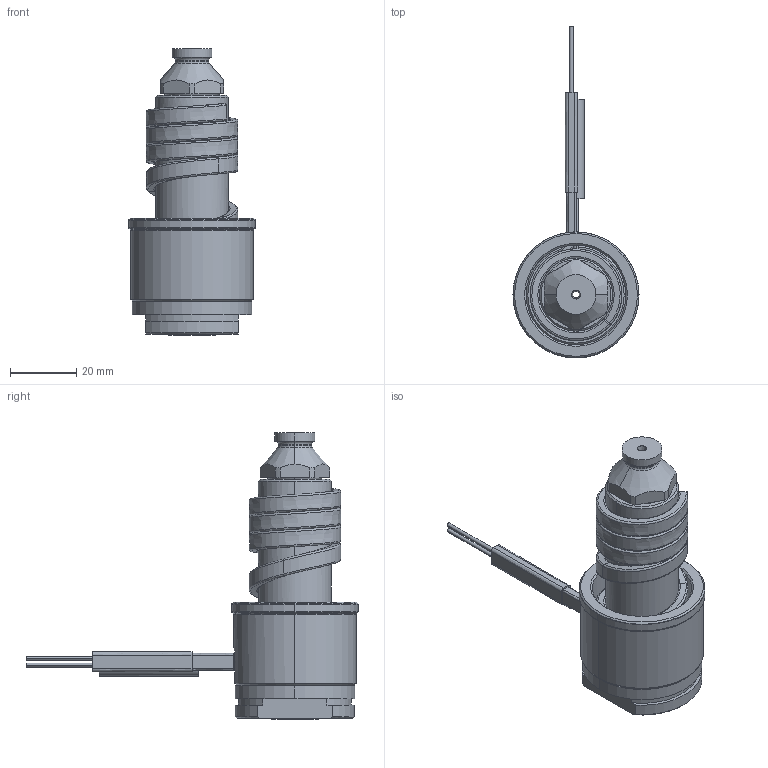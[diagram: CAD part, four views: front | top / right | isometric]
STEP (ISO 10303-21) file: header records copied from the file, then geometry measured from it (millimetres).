
FILE_DESCRIPTION((''),'2;1');
FILE_NAME('LS-86-APO-N','2014-02-13T',('Íàòàëüÿ'),('IMID'),'PRO/ENGINEER BY PARAMETRIC TECHNOLOGY CORPORATION, 2010480','PRO/ENGINEER BY PARAMETRIC TECHNOLOGY CORPORATION, 2010480','');
FILE_SCHEMA(('CONFIG_CONTROL_DESIGN'));
Length unit declared in the file: millimetre
Products named in the file (1): LS-86-APO-N
Bounding box: 38 x 100 x 86.2 mm (x, y, z)
Volume: 49523.8 mm3; surface area: 24040.4 mm2
Topology: 1 solids, 8 shells, 287 faces, 714 edges, 426 vertices
Faces by surface type: cylinder 93, bspline 53, cone 50, plane 48, torus 24, revolution 9, extrusion 8, sphere 2
Entity records: 14323 total; most frequent: CARTESIAN_POINT 7825, ORIENTED_EDGE 1388, DIRECTION 1262, EDGE_CURVE 706, AXIS2_PLACEMENT_3D 501, VERTEX_POINT 426, EDGE_LOOP 308, FACE_OUTER_BOUND 287
